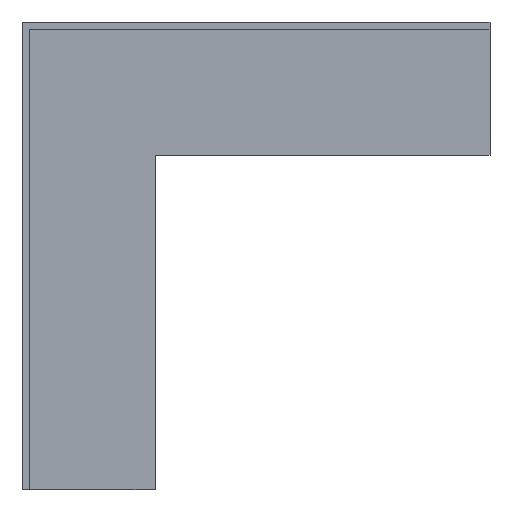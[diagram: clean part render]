
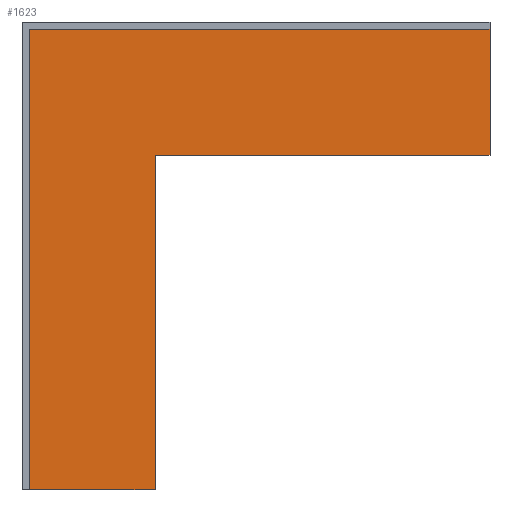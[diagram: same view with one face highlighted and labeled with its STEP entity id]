
A CAD part, front view. The second image highlights one B-rep face of the part: STEP entity #1623.
In plain terms, the highlighted planar face has unit normal (0, -1, 0).
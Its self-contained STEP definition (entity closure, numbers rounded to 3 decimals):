
#119=FACE_OUTER_BOUND('',#203,.T.);
#203=EDGE_LOOP('',(#1376,#1377,#1378,#1379,#1380,#1381));
#294=LINE('',#2370,#505);
#300=LINE('',#2382,#511);
#329=LINE('',#2437,#540);
#405=LINE('',#2595,#616);
#406=LINE('',#2598,#617);
#407=LINE('',#2599,#618);
#505=VECTOR('',#1912,10.);
#511=VECTOR('',#1920,10.);
#540=VECTOR('',#1965,10.);
#616=VECTOR('',#2127,10.);
#617=VECTOR('',#2130,10.);
#618=VECTOR('',#2131,10.);
#711=VERTEX_POINT('',#2366);
#713=VERTEX_POINT('',#2369);
#716=VERTEX_POINT('',#2376);
#718=VERTEX_POINT('',#2380);
#775=VERTEX_POINT('',#2593);
#776=VERTEX_POINT('',#2597);
#877=EDGE_CURVE('',#711,#713,#294,.T.);
#883=EDGE_CURVE('',#716,#718,#300,.T.);
#914=EDGE_CURVE('',#718,#713,#329,.T.);
#995=EDGE_CURVE('',#711,#775,#405,.T.);
#996=EDGE_CURVE('',#776,#775,#406,.T.);
#997=EDGE_CURVE('',#716,#776,#407,.T.);
#1376=ORIENTED_EDGE('',*,*,#995,.T.);
#1377=ORIENTED_EDGE('',*,*,#996,.F.);
#1378=ORIENTED_EDGE('',*,*,#997,.F.);
#1379=ORIENTED_EDGE('',*,*,#883,.T.);
#1380=ORIENTED_EDGE('',*,*,#914,.T.);
#1381=ORIENTED_EDGE('',*,*,#877,.F.);
#1540=PLANE('',#1740);
#1623=ADVANCED_FACE('',(#119),#1540,.T.);
#1740=AXIS2_PLACEMENT_3D('',#2596,#2128,#2129);
#1912=DIRECTION('',(0.,0.,-1.));
#1920=DIRECTION('',(0.,0.,-1.));
#1965=DIRECTION('',(1.,0.,0.));
#2127=DIRECTION('',(1.,0.,0.));
#2128=DIRECTION('center_axis',(0.,-1.,0.));
#2129=DIRECTION('ref_axis',(0.,0.,-1.));
#2130=DIRECTION('',(0.,0.,-1.));
#2131=DIRECTION('',(1.,0.,0.));
#2366=CARTESIAN_POINT('',(14.22,-9.59,-7.11));
#2369=CARTESIAN_POINT('',(14.22,-9.59,-42.89));
#2370=CARTESIAN_POINT('',(14.22,-9.59,7.11));
#2376=CARTESIAN_POINT('',(0.8,-9.59,6.31));
#2380=CARTESIAN_POINT('',(0.8,-9.59,-42.89));
#2382=CARTESIAN_POINT('',(0.8,-9.59,7.11));
#2437=CARTESIAN_POINT('',(0.8,-9.59,-42.89));
#2593=CARTESIAN_POINT('',(50.,-9.59,-7.11));
#2595=CARTESIAN_POINT('',(0.,-9.59,-7.11));
#2596=CARTESIAN_POINT('Origin',(0.,-9.59,6.31));
#2597=CARTESIAN_POINT('',(50.,-9.59,6.31));
#2598=CARTESIAN_POINT('',(50.,-9.59,6.31));
#2599=CARTESIAN_POINT('',(0.,-9.59,6.31));
